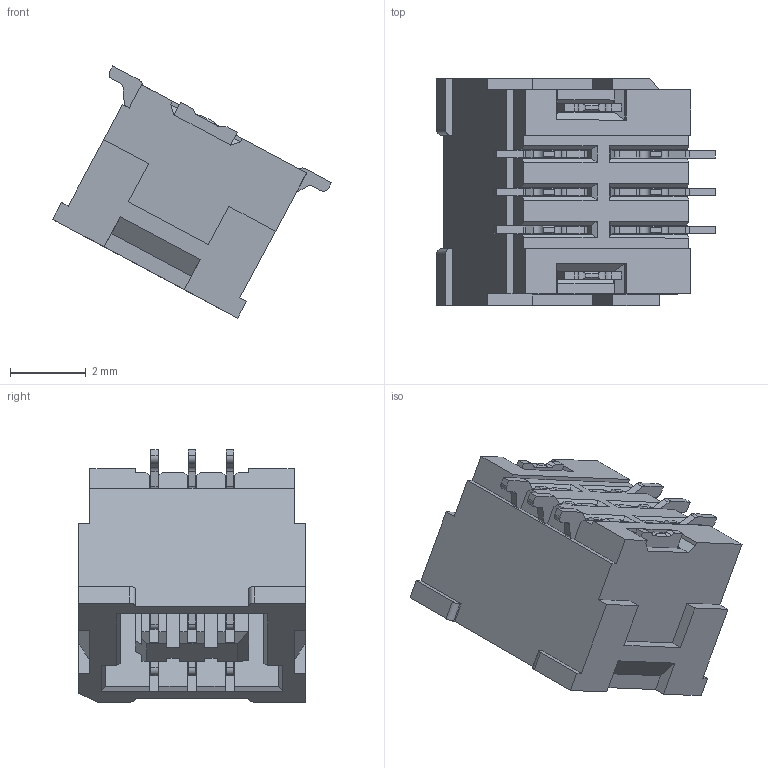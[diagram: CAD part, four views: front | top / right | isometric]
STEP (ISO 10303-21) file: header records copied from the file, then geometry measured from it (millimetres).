
FILE_DESCRIPTION (( 'STEP AP203' ), '1' );
FILE_NAME ('FWF10014-D06S83NAM.STEP', '2025-11-21T06:00:21', ( '' ), ( '' ), 'SwSTEP 2.0', 'SolidWorks 2021', '' );
FILE_SCHEMA (( 'CONFIG_CONTROL_DESIGN' ));
Length unit declared in the file: millimetre
Products named in the file (1): FWF10014-D06S83NAM
Bounding box: 7.38 x 6 x 6.68 mm (x, y, z)
Volume: 87.9 mm3; surface area: 374.6 mm2
Topology: 6 solids, 6 shells, 679 faces, 2047 edges, 1349 vertices
Faces by surface type: plane 449, cylinder 226, bspline 4
Entity records: 23091 total; most frequent: CARTESIAN_POINT 4543, ORIENTED_EDGE 4094, DIRECTION 3625, EDGE_CURVE 2047, LINE 1553, VECTOR 1553, VERTEX_POINT 1349, AXIS2_PLACEMENT_3D 1036
